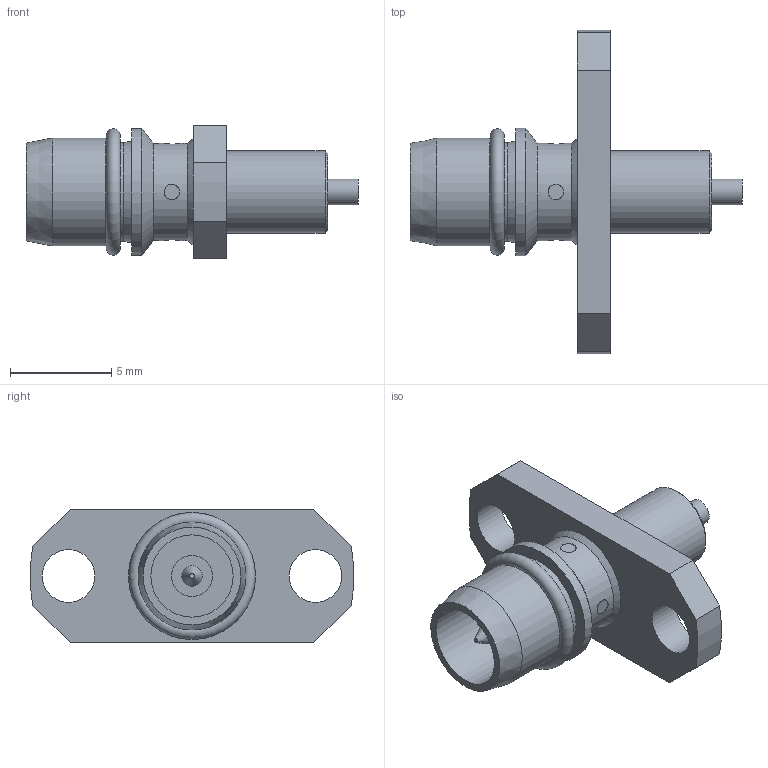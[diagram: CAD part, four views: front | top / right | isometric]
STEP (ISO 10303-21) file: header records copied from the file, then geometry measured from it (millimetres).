
FILE_DESCRIPTION (( 'STEP AP203' ), '1' );
FILE_NAME ('FMCN1228 ¦ PE45343.step', '2020-02-20T15:40:45', ( '' ), ( '' ), 'SwSTEP 2.0', 'SolidWorks 2018', '' );
FILE_SCHEMA (( 'CONFIG_CONTROL_DESIGN' ));
Length unit declared in the file: inch
Products named in the file (1): FMCN1228 ｦ PE45343
Bounding box: 16.4 x 15.97 x 6.6 mm (x, y, z)
Volume: 327.4 mm3; surface area: 620.3 mm2
Topology: 2 solids, 2 shells, 44 faces, 89 edges, 58 vertices
Faces by surface type: plane 20, cylinder 17, cone 6, torus 1
Full cylindrical faces by diameter (mm): 0.762 x4, 1.016 x1, 1.275 x1, 2.032 x1, 2.6 x2, 4.06 x1, 4.064 x1, 4.795 x1, 4.866 x1, 5.334 x1, 6.279 x1
Entity records: 1123 total; most frequent: CARTESIAN_POINT 223, DIRECTION 180, ORIENTED_EDGE 118, AXIS2_PLACEMENT_3D 80, EDGE_LOOP 80, EDGE_CURVE 59, FACE_OUTER_BOUND 58, VERTEX_POINT 51
